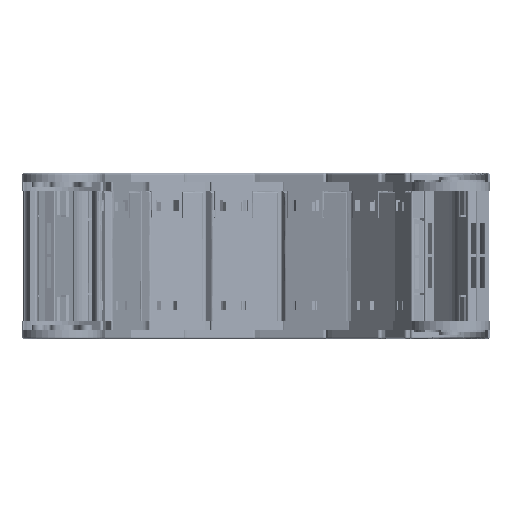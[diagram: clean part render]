
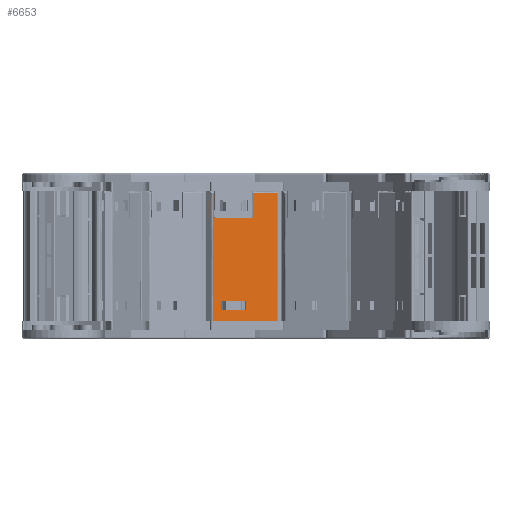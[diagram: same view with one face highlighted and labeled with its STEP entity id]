
A CAD part, left-side view. The second image highlights one B-rep face of the part: STEP entity #6653.
In plain terms, the highlighted face is planar.
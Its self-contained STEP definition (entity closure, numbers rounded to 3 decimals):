
#231 = ORIENTED_EDGE ( 'NONE', *, *, #8334, .T. ) ;
#411 = CARTESIAN_POINT ( 'NONE',  ( -56.502, 30., -193.833 ) ) ;
#495 = DIRECTION ( 'NONE',  ( 0., 0., 1. ) ) ;
#1230 = VECTOR ( 'NONE', #31069, 1000. ) ;
#1416 = VECTOR ( 'NONE', #24166, 1000. ) ;
#2361 = ORIENTED_EDGE ( 'NONE', *, *, #20609, .F. ) ;
#2394 = VECTOR ( 'NONE', #4174, 1000. ) ;
#2552 = ORIENTED_EDGE ( 'NONE', *, *, #13165, .T. ) ;
#2673 = VERTEX_POINT ( 'NONE', #17472 ) ;
#2751 = VERTEX_POINT ( 'NONE', #3358 ) ;
#3358 = CARTESIAN_POINT ( 'NONE',  ( -56.502, 30., -134.386 ) ) ;
#4174 = DIRECTION ( 'NONE',  ( -1., 0., 0. ) ) ;
#4425 = LINE ( 'NONE', #28203, #27831 ) ;
#4772 = ORIENTED_EDGE ( 'NONE', *, *, #5950, .T. ) ;
#5045 = DIRECTION ( 'NONE',  ( 1., 0., 0. ) ) ;
#5950 = EDGE_CURVE ( 'NONE', #17177, #28261, #17041, .T. ) ;
#6423 = B_SPLINE_CURVE_WITH_KNOTS ( 'NONE', 3,
 ( #28132, #20441, #30467, #18354, #411, #7626, #25377 ),
 .UNSPECIFIED., .F., .F.,
 ( 4, 3, 4 ),
 ( 0.032, 0.092, 0.092 ),
 .UNSPECIFIED. ) ;
#6485 = DIRECTION ( 'NONE',  ( 1., 0., 0. ) ) ;
#6653 = ADVANCED_FACE ( 'NONE', ( #12975, #23626 ), #29600, .T. ) ;
#7626 = CARTESIAN_POINT ( 'NONE',  ( -56.502, 30., -193.917 ) ) ;
#7960 = LINE ( 'NONE', #12840, #10391 ) ;
#8334 = EDGE_CURVE ( 'NONE', #26750, #20686, #19189, .T. ) ;
#8775 = LINE ( 'NONE', #28641, #1230 ) ;
#9014 = CARTESIAN_POINT ( 'NONE',  ( -55.506, 30., -82.016 ) ) ;
#9163 = LINE ( 'NONE', #29883, #2394 ) ;
#9310 = CARTESIAN_POINT ( 'NONE',  ( -57.253, 30., -178.5 ) ) ;
#10102 = EDGE_CURVE ( 'NONE', #14038, #11191, #30910, .T. ) ;
#10391 = VECTOR ( 'NONE', #5045, 1000. ) ;
#10490 = DIRECTION ( 'NONE',  ( 1., 0., 0. ) ) ;
#11078 = EDGE_CURVE ( 'NONE', #31390, #2751, #14493, .T. ) ;
#11191 = VERTEX_POINT ( 'NONE', #23302 ) ;
#12128 = CARTESIAN_POINT ( 'NONE',  ( -81.753, 30., -178.5 ) ) ;
#12840 = CARTESIAN_POINT ( 'NONE',  ( -115.253, 30., -95.388 ) ) ;
#12975 = FACE_BOUND ( 'NONE', #22636, .T. ) ;
#13165 = EDGE_CURVE ( 'NONE', #31193, #26750, #16968, .T. ) ;
#13251 = CARTESIAN_POINT ( 'NONE',  ( -56.502, 30., -95.388 ) ) ;
#13275 = CARTESIAN_POINT ( 'NONE',  ( -81.753, 30., -186. ) ) ;
#13415 = CARTESIAN_POINT ( 'NONE',  ( -87.503, 30., -82.016 ) ) ;
#13628 = DIRECTION ( 'NONE',  ( 0., 0., 1. ) ) ;
#14038 = VERTEX_POINT ( 'NONE', #19624 ) ;
#14167 = DIRECTION ( 'NONE',  ( 0., 1., 0. ) ) ;
#14493 = B_SPLINE_CURVE_WITH_KNOTS ( 'NONE', 3,
 ( #13251, #25832, #28618, #25944 ),
 .UNSPECIFIED., .F., .F.,
 ( 4, 4 ),
 ( 0.013, 0.052 ),
 .UNSPECIFIED. ) ;
#14712 = DIRECTION ( 'NONE',  ( 0., 0., -1. ) ) ;
#15040 = ORIENTED_EDGE ( 'NONE', *, *, #24974, .F. ) ;
#15249 = CARTESIAN_POINT ( 'NONE',  ( -56.502, 30., -95.388 ) ) ;
#16071 = VERTEX_POINT ( 'NONE', #27063 ) ;
#16464 = EDGE_CURVE ( 'NONE', #20686, #16071, #20092, .T. ) ;
#16521 = VECTOR ( 'NONE', #17293, 1000. ) ;
#16721 = ORIENTED_EDGE ( 'NONE', *, *, #32022, .F. ) ;
#16968 = LINE ( 'NONE', #9310, #1416 ) ;
#17041 = LINE ( 'NONE', #28114, #31601 ) ;
#17177 = VERTEX_POINT ( 'NONE', #26119 ) ;
#17232 = LINE ( 'NONE', #19933, #19165 ) ;
#17293 = DIRECTION ( 'NONE',  ( 1., 0., 0. ) ) ;
#17345 = ORIENTED_EDGE ( 'NONE', *, *, #20582, .T. ) ;
#17472 = CARTESIAN_POINT ( 'NONE',  ( -57.003, 30., -95.388 ) ) ;
#17589 = ORIENTED_EDGE ( 'NONE', *, *, #16464, .T. ) ;
#18354 = CARTESIAN_POINT ( 'NONE',  ( -56.502, 30., -193.75 ) ) ;
#18627 = ORIENTED_EDGE ( 'NONE', *, *, #20610, .F. ) ;
#18807 = CARTESIAN_POINT ( 'NONE',  ( -56.502, 30., -194. ) ) ;
#18936 = VERTEX_POINT ( 'NONE', #20341 ) ;
#19106 = VECTOR ( 'NONE', #6485, 1000. ) ;
#19165 = VECTOR ( 'NONE', #25296, 1000. ) ;
#19189 = LINE ( 'NONE', #12128, #29844 ) ;
#19624 = CARTESIAN_POINT ( 'NONE',  ( -87.503, 30., -114.5 ) ) ;
#19885 = CARTESIAN_POINT ( 'NONE',  ( -81.753, 30., -178.5 ) ) ;
#19933 = CARTESIAN_POINT ( 'NONE',  ( -62.753, 30., -102.016 ) ) ;
#20092 = LINE ( 'NONE', #30052, #16521 ) ;
#20341 = CARTESIAN_POINT ( 'NONE',  ( -57.003, 30., -114.5 ) ) ;
#20441 = CARTESIAN_POINT ( 'NONE',  ( -56.502, 30., -154.174 ) ) ;
#20582 = EDGE_CURVE ( 'NONE', #2673, #31390, #7960, .T. ) ;
#20609 = EDGE_CURVE ( 'NONE', #17177, #25356, #4425, .T. ) ;
#20610 = EDGE_CURVE ( 'NONE', #2673, #18936, #8775, .T. ) ;
#20686 = VERTEX_POINT ( 'NONE', #13275 ) ;
#20951 = CARTESIAN_POINT ( 'NONE',  ( -106.003, 30., -95.388 ) ) ;
#21704 = CARTESIAN_POINT ( 'NONE',  ( -115.253, 30., -95.388 ) ) ;
#22636 = EDGE_LOOP ( 'NONE', ( #16721, #2552, #231, #17589 ) ) ;
#23302 = CARTESIAN_POINT ( 'NONE',  ( -87.503, 30., -95.388 ) ) ;
#23604 = ORIENTED_EDGE ( 'NONE', *, *, #24626, .T. ) ;
#23626 = FACE_OUTER_BOUND ( 'NONE', #32473, .T. ) ;
#24166 = DIRECTION ( 'NONE',  ( -1., 0., 0. ) ) ;
#24626 = EDGE_CURVE ( 'NONE', #2751, #25356, #6423, .T. ) ;
#24630 = DIRECTION ( 'NONE',  ( 0., 0., 1. ) ) ;
#24896 = ORIENTED_EDGE ( 'NONE', *, *, #11078, .T. ) ;
#24974 = EDGE_CURVE ( 'NONE', #18936, #14038, #9163, .T. ) ;
#25149 = ORIENTED_EDGE ( 'NONE', *, *, #25293, .T. ) ;
#25293 = EDGE_CURVE ( 'NONE', #28261, #11191, #32530, .T. ) ;
#25296 = DIRECTION ( 'NONE',  ( 0., 0., -1. ) ) ;
#25356 = VERTEX_POINT ( 'NONE', #18807 ) ;
#25377 = CARTESIAN_POINT ( 'NONE',  ( -56.502, 30., -194. ) ) ;
#25832 = CARTESIAN_POINT ( 'NONE',  ( -56.502, 30., -108.387 ) ) ;
#25944 = CARTESIAN_POINT ( 'NONE',  ( -56.502, 30., -134.386 ) ) ;
#26119 = CARTESIAN_POINT ( 'NONE',  ( -106.003, 30., -194. ) ) ;
#26502 = CARTESIAN_POINT ( 'NONE',  ( -62.753, 30., -178.5 ) ) ;
#26750 = VERTEX_POINT ( 'NONE', #19885 ) ;
#26897 = ORIENTED_EDGE ( 'NONE', *, *, #10102, .F. ) ;
#27063 = CARTESIAN_POINT ( 'NONE',  ( -62.753, 30., -186. ) ) ;
#27831 = VECTOR ( 'NONE', #10490, 1000. ) ;
#28114 = CARTESIAN_POINT ( 'NONE',  ( -106.003, 30., -248.573 ) ) ;
#28132 = CARTESIAN_POINT ( 'NONE',  ( -56.502, 30., -134.386 ) ) ;
#28203 = CARTESIAN_POINT ( 'NONE',  ( -72.253, 30., -194. ) ) ;
#28261 = VERTEX_POINT ( 'NONE', #20951 ) ;
#28618 = CARTESIAN_POINT ( 'NONE',  ( -56.502, 30., -121.387 ) ) ;
#28641 = CARTESIAN_POINT ( 'NONE',  ( -57.003, 30., -82.016 ) ) ;
#29600 = PLANE ( 'NONE',  #30738 ) ;
#29844 = VECTOR ( 'NONE', #14712, 1000. ) ;
#29883 = CARTESIAN_POINT ( 'NONE',  ( -55.506, 30., -114.5 ) ) ;
#30052 = CARTESIAN_POINT ( 'NONE',  ( -57.253, 30., -186. ) ) ;
#30467 = CARTESIAN_POINT ( 'NONE',  ( -56.502, 30., -173.962 ) ) ;
#30738 = AXIS2_PLACEMENT_3D ( 'NONE', #9014, #14167, #24630 ) ;
#30910 = LINE ( 'NONE', #13415, #32524 ) ;
#31069 = DIRECTION ( 'NONE',  ( 0., 0., -1. ) ) ;
#31193 = VERTEX_POINT ( 'NONE', #26502 ) ;
#31390 = VERTEX_POINT ( 'NONE', #15249 ) ;
#31601 = VECTOR ( 'NONE', #495, 1000. ) ;
#32022 = EDGE_CURVE ( 'NONE', #31193, #16071, #17232, .T. ) ;
#32473 = EDGE_LOOP ( 'NONE', ( #4772, #25149, #26897, #15040, #18627, #17345, #24896, #23604, #2361 ) ) ;
#32524 = VECTOR ( 'NONE', #13628, 1000. ) ;
#32530 = LINE ( 'NONE', #21704, #19106 ) ;
